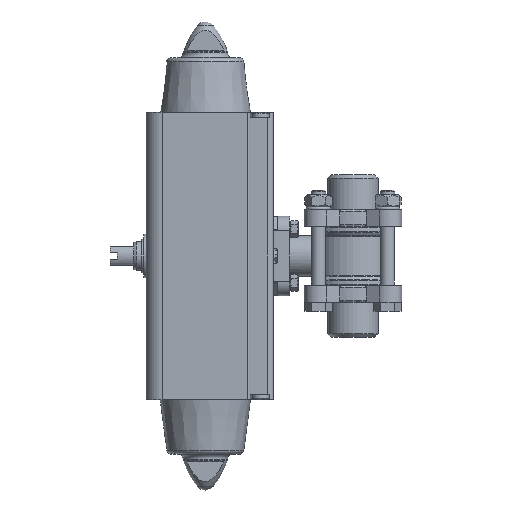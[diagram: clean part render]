
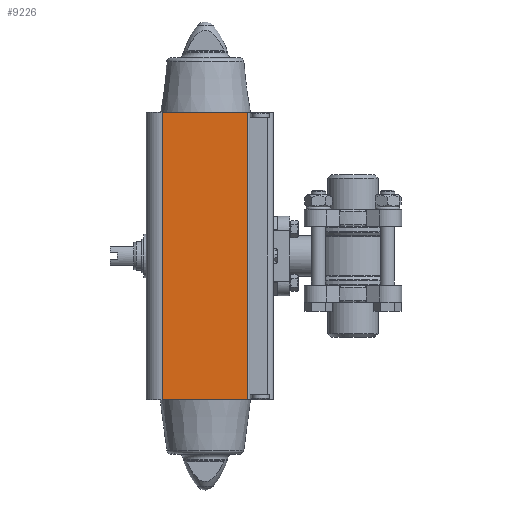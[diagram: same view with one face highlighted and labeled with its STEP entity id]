
A CAD part, left-side view. The second image highlights one B-rep face of the part: STEP entity #9226.
In plain terms, the highlighted planar face has unit normal (-1, 0, 0).
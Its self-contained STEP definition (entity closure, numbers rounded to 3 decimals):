
#2458=ORIENTED_EDGE('',*,*,#4138,.T.);
#2459=ORIENTED_EDGE('',*,*,#4177,.F.);
#2460=ORIENTED_EDGE('',*,*,#4163,.F.);
#2461=ORIENTED_EDGE('',*,*,#4178,.T.);
#4138=EDGE_CURVE('',#5152,#5151,#5905,.T.);
#4163=EDGE_CURVE('',#5170,#5171,#5919,.T.);
#4177=EDGE_CURVE('',#5171,#5151,#5920,.T.);
#4178=EDGE_CURVE('',#5170,#5152,#5921,.T.);
#5151=VERTEX_POINT('',#15473);
#5152=VERTEX_POINT('',#15475);
#5170=VERTEX_POINT('',#15521);
#5171=VERTEX_POINT('',#15523);
#5905=LINE('',#15474,#6614);
#5919=LINE('',#15522,#6628);
#5920=LINE('',#15608,#6629);
#5921=LINE('',#15609,#6630);
#6614=VECTOR('',#12172,1000.);
#6628=VECTOR('',#12216,1000.);
#6629=VECTOR('',#12241,1000.);
#6630=VECTOR('',#12242,1000.);
#7385=EDGE_LOOP('',(#2458,#2459,#2460,#2461));
#8202=FACE_BOUND('',#7385,.T.);
#8750=PLANE('',#10167);
#9226=ADVANCED_FACE('',(#8202),#8750,.F.);
#10167=AXIS2_PLACEMENT_3D('',#15607,#12239,#12240);
#12172=DIRECTION('',(0.,-1.,0.));
#12216=DIRECTION('',(0.,-1.,0.));
#12239=DIRECTION('',(1.,0.,0.));
#12240=DIRECTION('',(0.,0.,-1.));
#12241=DIRECTION('',(0.,0.,-1.));
#12242=DIRECTION('',(0.,0.,-1.));
#15473=CARTESIAN_POINT('',(-32.7,-23.516,-79.6));
#15474=CARTESIAN_POINT('',(-32.7,23.9,-79.6));
#15475=CARTESIAN_POINT('',(-32.7,23.9,-79.6));
#15521=CARTESIAN_POINT('',(-32.7,23.9,79.6));
#15522=CARTESIAN_POINT('',(-32.7,23.9,79.6));
#15523=CARTESIAN_POINT('',(-32.7,-23.516,79.6));
#15607=CARTESIAN_POINT('',(-32.7,23.9,79.6));
#15608=CARTESIAN_POINT('',(-32.7,-23.516,79.6));
#15609=CARTESIAN_POINT('',(-32.7,23.9,79.6));
